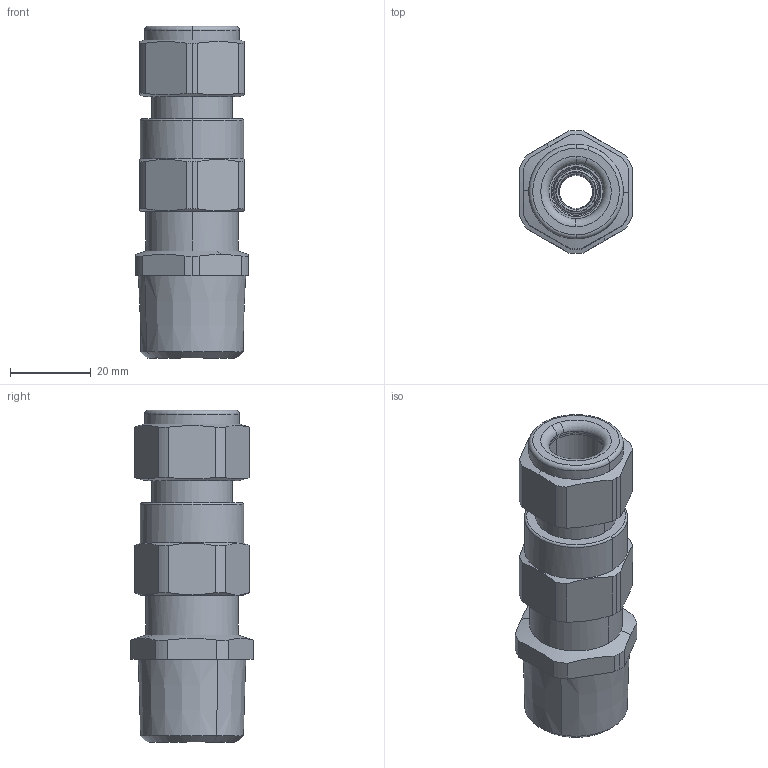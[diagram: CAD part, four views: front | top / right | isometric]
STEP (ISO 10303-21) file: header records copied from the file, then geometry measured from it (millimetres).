
FILE_DESCRIPTION(('CATIA V5 STEP Exchange','CAx-IF Rec.Pracs.--- Model Styling and Organization---1.4--- 2014-01-23'),'2;1');
FILE_NAME ('262607-1_0_1188230000_1188230000.stp','2023-01-03T06:35:04+00:00',('none'),('Weidmueller'),'CATIA Version 5-6 Release 2016 SP3 HF44','CATIA V5 STEP AP214','none');
FILE_SCHEMA(('AUTOMOTIVE_DESIGN { 1 0 10303 214 1 1 1 1 }'));
Length unit declared in the file: millimetre
Products named in the file (1): E1XZ/16/NPT3/4-WM
Bounding box: 28 x 30.5 x 82.4 mm (x, y, z)
Volume: 32517.4 mm3; surface area: 18504.9 mm2
Topology: 3 solids, 3 shells, 204 faces, 496 edges, 312 vertices
Faces by surface type: cylinder 70, cone 59, plane 38, torus 37
Entity records: 5925 total; most frequent: CARTESIAN_POINT 1295, ORIENTED_EDGE 992, DIRECTION 806, EDGE_CURVE 496, AXIS2_PLACEMENT_3D 474, VERTEX_POINT 312, CIRCLE 293, EDGE_LOOP 224
